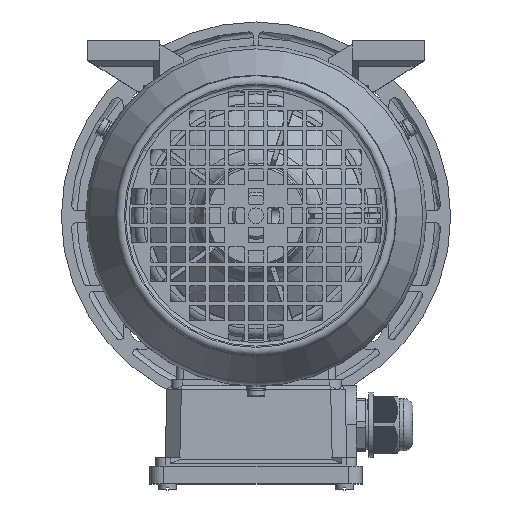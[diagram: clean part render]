
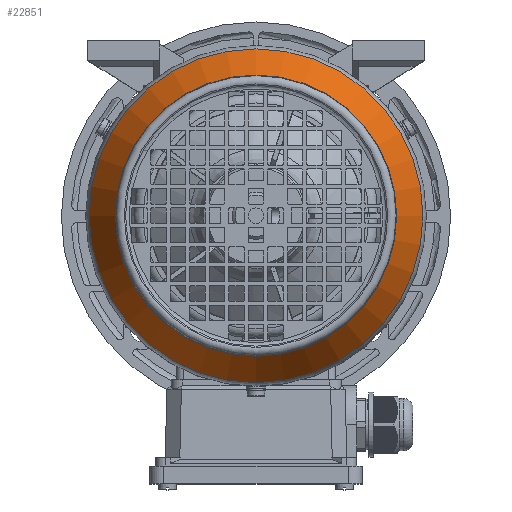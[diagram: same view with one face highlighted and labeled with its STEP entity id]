
A CAD part, top view. The second image highlights one B-rep face of the part: STEP entity #22851.
In plain terms, the highlighted conical face has half-angle 30 degrees and reference radius 85.758 mm.
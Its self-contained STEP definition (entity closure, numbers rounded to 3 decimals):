
#22851=ADVANCED_FACE('',(#29164,#29165),#26818,.T.);
#26818=CONICAL_SURFACE('',#82786,85.758,30.);
#29164=FACE_BOUND('',#30967,.T.);
#29165=FACE_BOUND('',#30968,.T.);
#30967=EDGE_LOOP('',(#38635));
#30968=EDGE_LOOP('',(#38636));
#38635=ORIENTED_EDGE('',*,*,#68937,.T.);
#38636=ORIENTED_EDGE('',*,*,#68936,.F.);
#60643=VERTEX_POINT('',#117409);
#60644=VERTEX_POINT('',#117412);
#68936=EDGE_CURVE('',#60643,#60643,#79435,.T.);
#68937=EDGE_CURVE('',#60644,#60644,#79436,.T.);
#79435=CIRCLE('',#82783,85.758);
#79436=CIRCLE('',#82785,72.283);
#82783=AXIS2_PLACEMENT_3D('',#117408,#92281,#92282);
#82785=AXIS2_PLACEMENT_3D('',#117411,#92285,#92286);
#82786=AXIS2_PLACEMENT_3D('',#117413,#92287,#92288);
#92281=DIRECTION('',(0.,0.,-1.));
#92282=DIRECTION('',(1.,0.,0.));
#92285=DIRECTION('',(0.,0.,-1.));
#92286=DIRECTION('',(1.,0.,0.));
#92287=DIRECTION('',(0.,0.,-1.));
#92288=DIRECTION('',(1.,0.,0.));
#117408=CARTESIAN_POINT('',(0.,0.,224.974));
#117409=CARTESIAN_POINT('',(85.758,0.,224.974));
#117411=CARTESIAN_POINT('',(0.,0.,248.313));
#117412=CARTESIAN_POINT('',(72.283,0.,248.313));
#117413=CARTESIAN_POINT('',(0.,0.,224.974));
